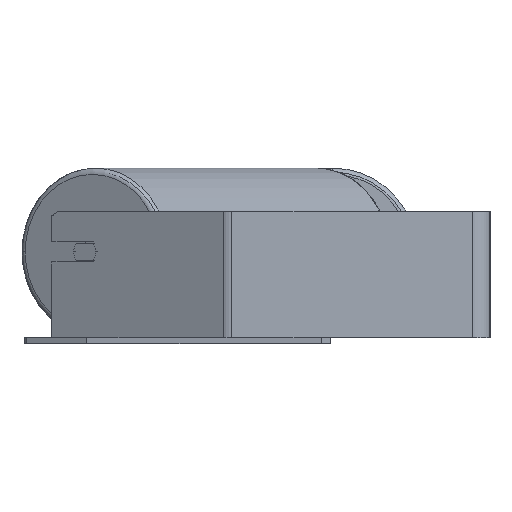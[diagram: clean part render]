
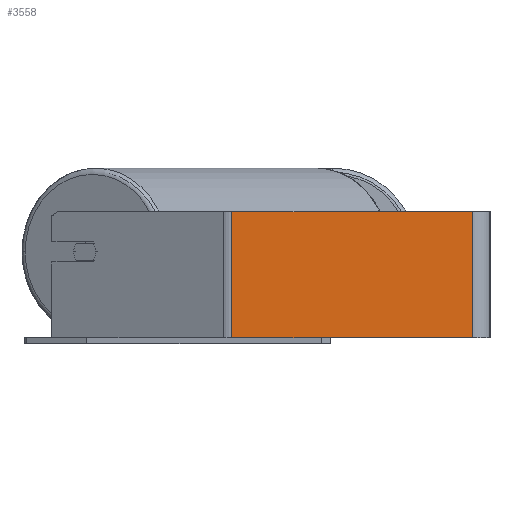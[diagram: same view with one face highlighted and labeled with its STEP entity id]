
A CAD part, left-side view. The second image highlights one B-rep face of the part: STEP entity #3558.
In plain terms, the highlighted planar face has unit normal (-1, 0, 0).
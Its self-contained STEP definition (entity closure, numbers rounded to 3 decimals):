
#436 = VERTEX_POINT ( 'NONE', #3369 ) ;
#809 = DIRECTION ( 'NONE',  ( 0., -1., 0. ) ) ;
#1101 = DIRECTION ( 'NONE',  ( 0., 0., -1. ) ) ;
#1390 = EDGE_CURVE ( 'NONE', #1803, #5447, #6195, .T. ) ;
#1470 = CARTESIAN_POINT ( 'NONE',  ( -605., 208.591, 50. ) ) ;
#1496 = EDGE_CURVE ( 'NONE', #436, #1803, #4908, .T. ) ;
#1510 = VECTOR ( 'NONE', #7695, 1000. ) ;
#1632 = VECTOR ( 'NONE', #1101, 1000. ) ;
#1704 = CARTESIAN_POINT ( 'NONE',  ( -605., 208.591, 50. ) ) ;
#1803 = VERTEX_POINT ( 'NONE', #8076 ) ;
#2451 = LINE ( 'NONE', #3681, #5035 ) ;
#3369 = CARTESIAN_POINT ( 'NONE',  ( -605., 204.84, 50. ) ) ;
#3479 = VECTOR ( 'NONE', #809, 1000. ) ;
#3558 = ADVANCED_FACE ( 'NONE', ( #6749 ), #6058, .F. ) ;
#3681 = CARTESIAN_POINT ( 'NONE',  ( -605., 204.84, 50. ) ) ;
#3885 = ORIENTED_EDGE ( 'NONE', *, *, #8286, .T. ) ;
#4908 = LINE ( 'NONE', #1470, #1510 ) ;
#5035 = VECTOR ( 'NONE', #5068, 1000. ) ;
#5068 = DIRECTION ( 'NONE',  ( 0., 0., -1. ) ) ;
#5155 = EDGE_LOOP ( 'NONE', ( #5594, #7790, #5587, #3885 ) ) ;
#5447 = VERTEX_POINT ( 'NONE', #8573 ) ;
#5587 = ORIENTED_EDGE ( 'NONE', *, *, #1496, .F. ) ;
#5594 = ORIENTED_EDGE ( 'NONE', *, *, #6033, .T. ) ;
#5633 = AXIS2_PLACEMENT_3D ( 'NONE', #1704, #8744, #6703 ) ;
#6033 = EDGE_CURVE ( 'NONE', #6070, #5447, #7105, .T. ) ;
#6058 = PLANE ( 'NONE',  #5633 ) ;
#6070 = VERTEX_POINT ( 'NONE', #6366 ) ;
#6195 = LINE ( 'NONE', #8970, #1632 ) ;
#6366 = CARTESIAN_POINT ( 'NONE',  ( -605., 204.84, -50. ) ) ;
#6703 = DIRECTION ( 'NONE',  ( 0., 0., -1. ) ) ;
#6749 = FACE_OUTER_BOUND ( 'NONE', #5155, .T. ) ;
#7105 = LINE ( 'NONE', #7701, #3479 ) ;
#7695 = DIRECTION ( 'NONE',  ( 0., -1., 0. ) ) ;
#7701 = CARTESIAN_POINT ( 'NONE',  ( -605., 208.591, -50. ) ) ;
#7790 = ORIENTED_EDGE ( 'NONE', *, *, #1390, .F. ) ;
#8076 = CARTESIAN_POINT ( 'NONE',  ( -605., 14., 50. ) ) ;
#8286 = EDGE_CURVE ( 'NONE', #436, #6070, #2451, .T. ) ;
#8573 = CARTESIAN_POINT ( 'NONE',  ( -605., 14., -50. ) ) ;
#8744 = DIRECTION ( 'NONE',  ( 1., 0., 0. ) ) ;
#8970 = CARTESIAN_POINT ( 'NONE',  ( -605., 14., 50. ) ) ;
